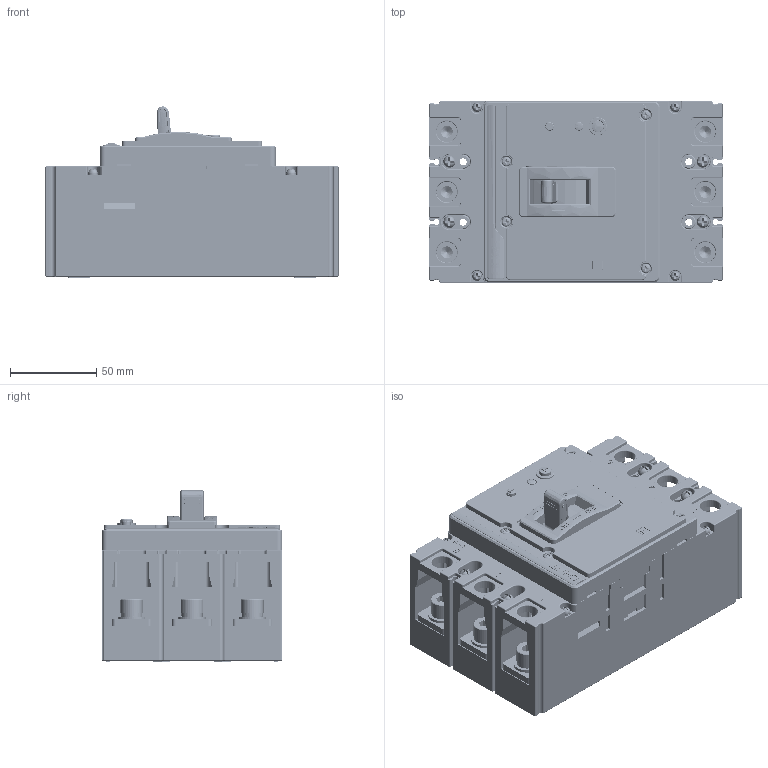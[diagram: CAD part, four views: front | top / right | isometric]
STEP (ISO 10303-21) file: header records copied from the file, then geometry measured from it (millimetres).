
FILE_DESCRIPTION(/* description */ (''),/* implementation_level */ '2;1');
FILE_NAME(/* name */ 'NXMLE-250H 3P.stp',/* time_stamp */ '2019-10-24T13:46:25+08:00',/* author */ (''),/* organization */ (''),/* preprocessor_version */ 'ST-DEVELOPER v11',/* originating_system */ 'SIEMENS PLM Software NX 7.5',/* authorisation */ '');
FILE_SCHEMA (('CONFIG_CONTROL_DESIGN'));
Products named in the file (1): NXMLE-250H 3P
Bounding box: 170 x 105 x 99.3 mm (x, y, z)
Volume: 473784 mm3; surface area: 324249.8 mm2
Topology: 100 solids, 101 shells, 6193 faces, 16522 edges, 10544 vertices
Faces by surface type: plane 3671, cylinder 1537, cone 303, torus 231, sphere 196, extrusion 148, bspline 107
Full cylindrical faces by diameter (mm): 1.2 x1, 1.8 x2, 2 x2, 2.458 x4, 2.5 x2, 2.675 x4, 2.849 x12, 3 x24, 3.11 x12, 3.2 x1, 3.5 x12, 3.7 x6, 3.8 x4, 4 x33, 4.2 x4, 4.3 x8, 4.5 x16, 4.91 x16, 5 x6, 5.35 x4, 5.4 x4, 5.5 x4, 5.8 x7, 5.85 x12, 6 x7, 6.41 x8, 6.5 x3, 7 x30, 7.2 x2, 7.5 x7
Entity records: 205340 total; most frequent: CARTESIAN_POINT 55080, ORIENTED_EDGE 31214, DIRECTION 30518, EDGE_CURVE 15607, AXIS2_PLACEMENT_3D 10389, VERTEX_POINT 10279, VECTOR 9740, LINE 9592
